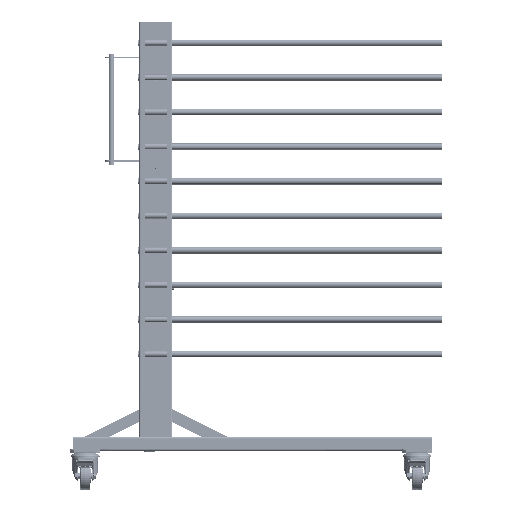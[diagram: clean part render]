
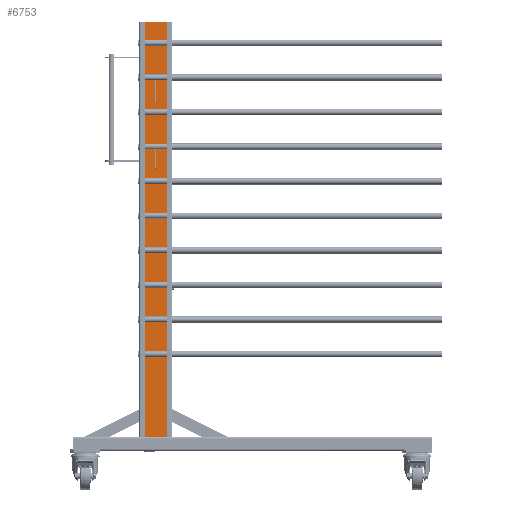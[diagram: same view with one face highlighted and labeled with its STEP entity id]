
A CAD part, top view. The second image highlights one B-rep face of the part: STEP entity #6753.
In plain terms, the highlighted free-form (B-spline) face has degree [1, 1] with [2, 2] control points.
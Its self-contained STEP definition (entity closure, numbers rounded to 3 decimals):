
#5858 = VERTEX_POINT('',#5859);
#5859 = CARTESIAN_POINT('',(428.64,-701.998,
    1445.558));
#5874 = VERTEX_POINT('',#5875);
#5875 = CARTESIAN_POINT('',(465.786,-701.998,
    1445.558));
#5880 = EDGE_CURVE('',#5874,#5858,#5881,.T.);
#5881 = B_SPLINE_CURVE_WITH_KNOTS('',1,(#5882,#5883),.UNSPECIFIED.,.F.,
  .F.,(2,2),(6.,35.),.PIECEWISE_BEZIER_KNOTS.);
#5882 = CARTESIAN_POINT('',(465.786,-701.998,
    1445.558));
#5883 = CARTESIAN_POINT('',(428.64,-701.998,
    1445.558));
#6753 = ADVANCED_FACE('',(#6754,#6784,#6814),#6878,.T.);
#6754 = FACE_BOUND('',#6755,.T.);
#6755 = EDGE_LOOP('',(#6756,#6765,#6772,#6779));
#6756 = ORIENTED_EDGE('',*,*,#6757,.F.);
#6757 = EDGE_CURVE('',#6758,#6760,#6762,.T.);
#6758 = VERTEX_POINT('',#6759);
#6759 = CARTESIAN_POINT('',(399.372,847.56,
    1445.558));
#6760 = VERTEX_POINT('',#6761);
#6761 = CARTESIAN_POINT('',(399.372,950.671,
    1445.558));
#6762 = B_SPLINE_CURVE_WITH_KNOTS('',1,(#6763,#6764),.UNSPECIFIED.,.F.,
  .F.,(2,2),(1209.75,1290.25),.PIECEWISE_BEZIER_KNOTS.);
#6763 = CARTESIAN_POINT('',(399.372,847.56,
    1445.558));
#6764 = CARTESIAN_POINT('',(399.372,950.671,
    1445.558));
#6765 = ORIENTED_EDGE('',*,*,#6766,.F.);
#6766 = EDGE_CURVE('',#6767,#6758,#6769,.T.);
#6767 = VERTEX_POINT('',#6768);
#6768 = CARTESIAN_POINT('',(393.864,847.56,
    1445.558));
#6769 = B_SPLINE_CURVE_WITH_KNOTS('',1,(#6770,#6771),.UNSPECIFIED.,.F.,
  .F.,(2,2),(-62.15,-57.85),.PIECEWISE_BEZIER_KNOTS.);
#6770 = CARTESIAN_POINT('',(393.864,847.56,
    1445.558));
#6771 = CARTESIAN_POINT('',(399.372,847.56,
    1445.558));
#6772 = ORIENTED_EDGE('',*,*,#6773,.F.);
#6773 = EDGE_CURVE('',#6774,#6767,#6776,.T.);
#6774 = VERTEX_POINT('',#6775);
#6775 = CARTESIAN_POINT('',(393.864,950.671,
    1445.558));
#6776 = B_SPLINE_CURVE_WITH_KNOTS('',1,(#6777,#6778),.UNSPECIFIED.,.F.,
  .F.,(2,2),(-1290.25,-1209.75),.PIECEWISE_BEZIER_KNOTS.);
#6777 = CARTESIAN_POINT('',(393.864,950.671,
    1445.558));
#6778 = CARTESIAN_POINT('',(393.864,847.56,
    1445.558));
#6779 = ORIENTED_EDGE('',*,*,#6780,.F.);
#6780 = EDGE_CURVE('',#6760,#6774,#6781,.T.);
#6781 = B_SPLINE_CURVE_WITH_KNOTS('',1,(#6782,#6783),.UNSPECIFIED.,.F.,
  .F.,(2,2),(57.85,62.15),.PIECEWISE_BEZIER_KNOTS.);
#6782 = CARTESIAN_POINT('',(399.372,950.671,
    1445.558));
#6783 = CARTESIAN_POINT('',(393.864,950.671,
    1445.558));
#6784 = FACE_BOUND('',#6785,.T.);
#6785 = EDGE_LOOP('',(#6786,#6795,#6802,#6809));
#6786 = ORIENTED_EDGE('',*,*,#6787,.F.);
#6787 = EDGE_CURVE('',#6788,#6790,#6792,.T.);
#6788 = VERTEX_POINT('',#6789);
#6789 = CARTESIAN_POINT('',(399.372,643.258,
    1445.558));
#6790 = VERTEX_POINT('',#6791);
#6791 = CARTESIAN_POINT('',(393.864,643.258,
    1445.558));
#6792 = B_SPLINE_CURVE_WITH_KNOTS('',1,(#6793,#6794),.UNSPECIFIED.,.F.,
  .F.,(2,2),(57.85,62.15),.PIECEWISE_BEZIER_KNOTS.);
#6793 = CARTESIAN_POINT('',(399.372,643.258,
    1445.558));
#6794 = CARTESIAN_POINT('',(393.864,643.258,
    1445.558));
#6795 = ORIENTED_EDGE('',*,*,#6796,.F.);
#6796 = EDGE_CURVE('',#6797,#6788,#6799,.T.);
#6797 = VERTEX_POINT('',#6798);
#6798 = CARTESIAN_POINT('',(399.372,540.146,
    1445.558));
#6799 = B_SPLINE_CURVE_WITH_KNOTS('',1,(#6800,#6801),.UNSPECIFIED.,.F.,
  .F.,(2,2),(969.75,1050.25),.PIECEWISE_BEZIER_KNOTS.);
#6800 = CARTESIAN_POINT('',(399.372,540.146,
    1445.558));
#6801 = CARTESIAN_POINT('',(399.372,643.258,
    1445.558));
#6802 = ORIENTED_EDGE('',*,*,#6803,.F.);
#6803 = EDGE_CURVE('',#6804,#6797,#6806,.T.);
#6804 = VERTEX_POINT('',#6805);
#6805 = CARTESIAN_POINT('',(393.864,540.146,
    1445.558));
#6806 = B_SPLINE_CURVE_WITH_KNOTS('',1,(#6807,#6808),.UNSPECIFIED.,.F.,
  .F.,(2,2),(-62.15,-57.85),.PIECEWISE_BEZIER_KNOTS.);
#6807 = CARTESIAN_POINT('',(393.864,540.146,
    1445.558));
#6808 = CARTESIAN_POINT('',(399.372,540.146,
    1445.558));
#6809 = ORIENTED_EDGE('',*,*,#6810,.F.);
#6810 = EDGE_CURVE('',#6790,#6804,#6811,.T.);
#6811 = B_SPLINE_CURVE_WITH_KNOTS('',1,(#6812,#6813),.UNSPECIFIED.,.F.,
  .F.,(2,2),(-1050.25,-969.75),.PIECEWISE_BEZIER_KNOTS.);
#6812 = CARTESIAN_POINT('',(393.864,643.258,
    1445.558));
#6813 = CARTESIAN_POINT('',(393.864,540.146,
    1445.558));
#6814 = FACE_BOUND('',#6815,.T.);
#6815 = EDGE_LOOP('',(#6816,#6825,#6832,#6839,#6846,#6851,#6852,#6859,
    #6866,#6873));
#6816 = ORIENTED_EDGE('',*,*,#6817,.F.);
#6817 = EDGE_CURVE('',#6818,#6820,#6822,.T.);
#6818 = VERTEX_POINT('',#6819);
#6819 = CARTESIAN_POINT('',(364.596,-705.841,
    1445.558));
#6820 = VERTEX_POINT('',#6821);
#6821 = CARTESIAN_POINT('',(364.596,-701.998,
    1445.558));
#6822 = B_SPLINE_CURVE_WITH_KNOTS('',1,(#6823,#6824),.UNSPECIFIED.,.F.,
  .F.,(2,2),(-3.,0.),.PIECEWISE_BEZIER_KNOTS.);
#6823 = CARTESIAN_POINT('',(364.596,-705.841,
    1445.558));
#6824 = CARTESIAN_POINT('',(364.596,-701.998,
    1445.558));
#6825 = ORIENTED_EDGE('',*,*,#6826,.T.);
#6826 = EDGE_CURVE('',#6818,#6827,#6829,.T.);
#6827 = VERTEX_POINT('',#6828);
#6828 = CARTESIAN_POINT('',(367.158,-708.403,
    1445.558));
#6829 = B_SPLINE_CURVE_WITH_KNOTS('',1,(#6830,#6831),.UNSPECIFIED.,.F.,
  .F.,(2,2),(-57.983,-55.154),.PIECEWISE_BEZIER_KNOTS.);
#6830 = CARTESIAN_POINT('',(364.596,-705.841,
    1445.558));
#6831 = CARTESIAN_POINT('',(367.158,-708.403,
    1445.558));
#6832 = ORIENTED_EDGE('',*,*,#6833,.F.);
#6833 = EDGE_CURVE('',#6834,#6827,#6836,.T.);
#6834 = VERTEX_POINT('',#6835);
#6835 = CARTESIAN_POINT('',(426.079,-708.403,
    1445.558));
#6836 = B_SPLINE_CURVE_WITH_KNOTS('',1,(#6837,#6838),.UNSPECIFIED.,.F.,
  .F.,(2,2),(2.,48.),.PIECEWISE_BEZIER_KNOTS.);
#6837 = CARTESIAN_POINT('',(426.079,-708.403,
    1445.558));
#6838 = CARTESIAN_POINT('',(367.158,-708.403,
    1445.558));
#6839 = ORIENTED_EDGE('',*,*,#6840,.T.);
#6840 = EDGE_CURVE('',#6834,#6841,#6843,.T.);
#6841 = VERTEX_POINT('',#6842);
#6842 = CARTESIAN_POINT('',(428.64,-705.841,
    1445.558));
#6843 = B_SPLINE_CURVE_WITH_KNOTS('',1,(#6844,#6845),.UNSPECIFIED.,.F.,
  .F.,(2,2),(-29.698,-26.87),.PIECEWISE_BEZIER_KNOTS.);
#6844 = CARTESIAN_POINT('',(426.079,-708.403,
    1445.558));
#6845 = CARTESIAN_POINT('',(428.64,-705.841,
    1445.558));
#6846 = ORIENTED_EDGE('',*,*,#6847,.F.);
#6847 = EDGE_CURVE('',#5858,#6841,#6848,.T.);
#6848 = B_SPLINE_CURVE_WITH_KNOTS('',1,(#6849,#6850),.UNSPECIFIED.,.F.,
  .F.,(2,2),(0.,3.),.PIECEWISE_BEZIER_KNOTS.);
#6849 = CARTESIAN_POINT('',(428.64,-701.998,
    1445.558));
#6850 = CARTESIAN_POINT('',(428.64,-705.841,
    1445.558));
#6851 = ORIENTED_EDGE('',*,*,#5880,.F.);
#6852 = ORIENTED_EDGE('',*,*,#6853,.F.);
#6853 = EDGE_CURVE('',#6854,#5874,#6856,.T.);
#6854 = VERTEX_POINT('',#6855);
#6855 = CARTESIAN_POINT('',(465.786,1219.338,
    1445.558));
#6856 = B_SPLINE_CURVE_WITH_KNOTS('',1,(#6857,#6858),.UNSPECIFIED.,.F.,
  .F.,(2,2),(0.,1500.),.PIECEWISE_BEZIER_KNOTS.);
#6857 = CARTESIAN_POINT('',(465.786,1219.338,
    1445.558));
#6858 = CARTESIAN_POINT('',(465.786,-701.998,
    1445.558));
#6859 = ORIENTED_EDGE('',*,*,#6860,.F.);
#6860 = EDGE_CURVE('',#6861,#6854,#6863,.T.);
#6861 = VERTEX_POINT('',#6862);
#6862 = CARTESIAN_POINT('',(327.45,1219.338,
    1445.558));
#6863 = B_SPLINE_CURVE_WITH_KNOTS('',1,(#6864,#6865),.UNSPECIFIED.,.F.,
  .F.,(2,2),(-114.,-6.),.PIECEWISE_BEZIER_KNOTS.);
#6864 = CARTESIAN_POINT('',(327.45,1219.338,
    1445.558));
#6865 = CARTESIAN_POINT('',(465.786,1219.338,
    1445.558));
#6866 = ORIENTED_EDGE('',*,*,#6867,.F.);
#6867 = EDGE_CURVE('',#6868,#6861,#6870,.T.);
#6868 = VERTEX_POINT('',#6869);
#6869 = CARTESIAN_POINT('',(327.45,-701.998,
    1445.558));
#6870 = B_SPLINE_CURVE_WITH_KNOTS('',1,(#6871,#6872),.UNSPECIFIED.,.F.,
  .F.,(2,2),(0.,1500.),.PIECEWISE_BEZIER_KNOTS.);
#6871 = CARTESIAN_POINT('',(327.45,-701.998,
    1445.558));
#6872 = CARTESIAN_POINT('',(327.45,1219.338,
    1445.558));
#6873 = ORIENTED_EDGE('',*,*,#6874,.F.);
#6874 = EDGE_CURVE('',#6820,#6868,#6875,.T.);
#6875 = B_SPLINE_CURVE_WITH_KNOTS('',1,(#6876,#6877),.UNSPECIFIED.,.F.,
  .F.,(2,2),(85.,114.),.PIECEWISE_BEZIER_KNOTS.);
#6876 = CARTESIAN_POINT('',(364.596,-701.998,
    1445.558));
#6877 = CARTESIAN_POINT('',(327.45,-701.998,
    1445.558));
#6878 = B_SPLINE_SURFACE_WITH_KNOTS('',1,1,(
    (#6879,#6880)
    ,(#6881,#6882
    )),.UNSPECIFIED.,.F.,.F.,.F.,(2,2),(2,2),(-114.,-6.),(-5.,1500.),
  .PIECEWISE_BEZIER_KNOTS.);
#6879 = CARTESIAN_POINT('',(327.45,-708.403,
    1445.558));
#6880 = CARTESIAN_POINT('',(327.45,1219.338,
    1445.558));
#6881 = CARTESIAN_POINT('',(465.786,-708.403,
    1445.558));
#6882 = CARTESIAN_POINT('',(465.786,1219.338,
    1445.558));
